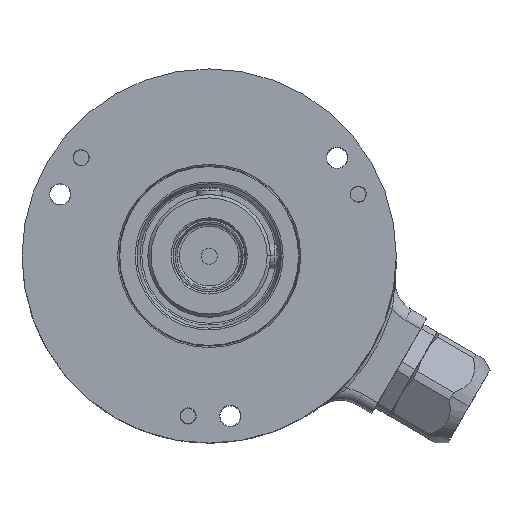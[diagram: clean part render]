
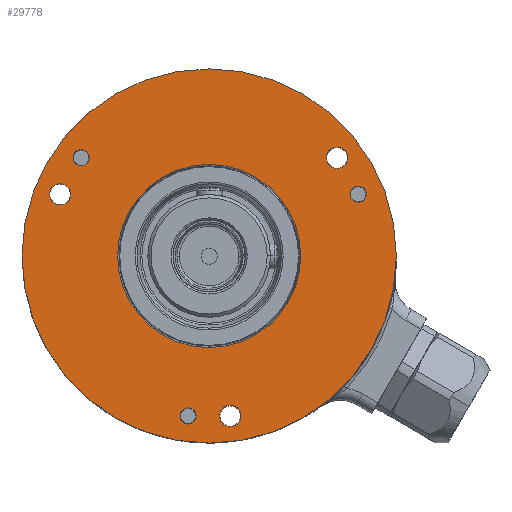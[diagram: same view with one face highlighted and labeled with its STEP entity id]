
A CAD part, top view. The second image highlights one B-rep face of the part: STEP entity #29778.
In plain terms, the highlighted planar face has unit normal (0, 0, 1).
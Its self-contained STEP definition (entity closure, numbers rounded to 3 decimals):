
#6862=CARTESIAN_POINT('',(0.,0.,18.));
#6863=DIRECTION('',(0.,0.,1.));
#6864=DIRECTION('',(1.,0.,0.));
#6865=AXIS2_PLACEMENT_3D('',#6862,#6863,#6864);
#6867=CARTESIAN_POINT('',(0.,0.,18.));
#6868=DIRECTION('',(0.,0.,1.));
#6869=DIRECTION('',(-1.,0.,0.));
#6870=AXIS2_PLACEMENT_3D('',#6867,#6868,#6869);
#6872=CARTESIAN_POINT('',(-19.834,15.219,18.));
#6873=DIRECTION('',(0.,0.,-1.));
#6874=DIRECTION('',(-0.793,0.609,0.));
#6875=AXIS2_PLACEMENT_3D('',#6872,#6873,#6874);
#6877=CARTESIAN_POINT('',(-19.834,15.219,18.));
#6878=DIRECTION('',(0.,0.,-1.));
#6879=DIRECTION('',(0.793,-0.609,0.));
#6880=AXIS2_PLACEMENT_3D('',#6877,#6878,#6879);
#6882=CARTESIAN_POINT('',(-3.263,-24.786,18.));
#6883=DIRECTION('',(0.,0.,-1.));
#6884=DIRECTION('',(-0.131,-0.991,0.));
#6885=AXIS2_PLACEMENT_3D('',#6882,#6883,#6884);
#6887=CARTESIAN_POINT('',(-3.263,-24.786,18.));
#6888=DIRECTION('',(0.,0.,-1.));
#6889=DIRECTION('',(0.131,0.991,0.));
#6890=AXIS2_PLACEMENT_3D('',#6887,#6888,#6889);
#6892=CARTESIAN_POINT('',(23.097,9.567,18.));
#6893=DIRECTION('',(0.,0.,-1.));
#6894=DIRECTION('',(0.924,0.383,0.));
#6895=AXIS2_PLACEMENT_3D('',#6892,#6893,#6894);
#6897=CARTESIAN_POINT('',(23.097,9.567,18.));
#6898=DIRECTION('',(0.,0.,-1.));
#6899=DIRECTION('',(-0.924,-0.383,0.));
#6900=AXIS2_PLACEMENT_3D('',#6897,#6898,#6899);
#6902=CARTESIAN_POINT('',(3.263,-24.786,18.));
#6903=DIRECTION('',(0.,0.,1.));
#6904=DIRECTION('',(0.,-1.,0.));
#6905=AXIS2_PLACEMENT_3D('',#6902,#6903,#6904);
#6907=CARTESIAN_POINT('',(3.263,-24.786,18.));
#6908=DIRECTION('',(0.,0.,1.));
#6909=DIRECTION('',(0.,1.,0.));
#6910=AXIS2_PLACEMENT_3D('',#6907,#6908,#6909);
#6912=CARTESIAN_POINT('',(19.834,15.219,18.));
#6913=DIRECTION('',(0.,0.,1.));
#6914=DIRECTION('',(0.,-1.,0.));
#6915=AXIS2_PLACEMENT_3D('',#6912,#6913,#6914);
#6917=CARTESIAN_POINT('',(19.834,15.219,18.));
#6918=DIRECTION('',(0.,0.,1.));
#6919=DIRECTION('',(0.,1.,0.));
#6920=AXIS2_PLACEMENT_3D('',#6917,#6918,#6919);
#6922=CARTESIAN_POINT('',(-23.097,9.567,18.));
#6923=DIRECTION('',(0.,0.,1.));
#6924=DIRECTION('',(0.,-1.,0.));
#6925=AXIS2_PLACEMENT_3D('',#6922,#6923,#6924);
#6927=CARTESIAN_POINT('',(-23.097,9.567,18.));
#6928=DIRECTION('',(0.,0.,1.));
#6929=DIRECTION('',(0.,1.,0.));
#6930=AXIS2_PLACEMENT_3D('',#6927,#6928,#6929);
#6932=CARTESIAN_POINT('',(0.,0.,18.));
#6933=DIRECTION('',(0.,0.,-1.));
#6934=DIRECTION('',(-1.,0.,0.));
#6935=AXIS2_PLACEMENT_3D('',#6932,#6933,#6934);
#6950=CARTESIAN_POINT('',(0.,0.,18.));
#6951=DIRECTION('',(0.,0.,-1.));
#6952=DIRECTION('',(1.,0.,0.));
#6953=AXIS2_PLACEMENT_3D('',#6950,#6951,#6952);
#18712=CARTESIAN_POINT('',(29.,0.,18.));
#18713=CARTESIAN_POINT('',(-29.,0.,18.));
#18714=VERTEX_POINT('',#18712);
#18715=VERTEX_POINT('',#18713);
#18796=CARTESIAN_POINT('',(-20.826,15.98,18.));
#18797=CARTESIAN_POINT('',(-18.842,14.458,18.));
#18798=VERTEX_POINT('',#18796);
#18799=VERTEX_POINT('',#18797);
#18800=CARTESIAN_POINT('',(-3.426,-26.025,18.));
#18801=CARTESIAN_POINT('',(-3.1,-23.547,18.));
#18802=VERTEX_POINT('',#18800);
#18803=VERTEX_POINT('',#18801);
#18804=CARTESIAN_POINT('',(24.252,10.045,18.));
#18805=CARTESIAN_POINT('',(21.942,9.089,18.));
#18806=VERTEX_POINT('',#18804);
#18807=VERTEX_POINT('',#18805);
#18906=CARTESIAN_POINT('',(14.188,0.,18.));
#18907=CARTESIAN_POINT('',(-14.188,0.,18.));
#18908=VERTEX_POINT('',#18906);
#18909=VERTEX_POINT('',#18907);
#19105=CARTESIAN_POINT('',(3.263,-26.436,18.));
#19106=CARTESIAN_POINT('',(3.263,-23.136,18.));
#19107=VERTEX_POINT('',#19105);
#19108=VERTEX_POINT('',#19106);
#19113=CARTESIAN_POINT('',(19.834,13.569,18.));
#19114=CARTESIAN_POINT('',(19.834,16.869,18.));
#19115=VERTEX_POINT('',#19113);
#19116=VERTEX_POINT('',#19114);
#19121=CARTESIAN_POINT('',(-23.097,7.917,18.));
#19122=CARTESIAN_POINT('',(-23.097,11.217,18.));
#19123=VERTEX_POINT('',#19121);
#19124=VERTEX_POINT('',#19122);
#29727=CARTESIAN_POINT('',(0.,0.,18.));
#29728=DIRECTION('',(0.,0.,1.));
#29729=DIRECTION('',(1.,0.,0.));
#29730=AXIS2_PLACEMENT_3D('',#29727,#29728,#29729);
#29731=PLANE('',#29730);
#29732=ORIENTED_EDGE('',*,*,#29704,.F.);
#29733=ORIENTED_EDGE('',*,*,#29718,.F.);
#29734=EDGE_LOOP('',(#29732,#29733));
#29735=FACE_OUTER_BOUND('',#29734,.F.);
#29737=ORIENTED_EDGE('',*,*,#29736,.F.);
#29739=ORIENTED_EDGE('',*,*,#29738,.F.);
#29740=EDGE_LOOP('',(#29737,#29739));
#29741=FACE_BOUND('',#29740,.F.);
#29743=ORIENTED_EDGE('',*,*,#29742,.F.);
#29745=ORIENTED_EDGE('',*,*,#29744,.F.);
#29746=EDGE_LOOP('',(#29743,#29745));
#29747=FACE_BOUND('',#29746,.F.);
#29749=ORIENTED_EDGE('',*,*,#29748,.F.);
#29751=ORIENTED_EDGE('',*,*,#29750,.F.);
#29752=EDGE_LOOP('',(#29749,#29751));
#29753=FACE_BOUND('',#29752,.F.);
#29755=ORIENTED_EDGE('',*,*,#29754,.F.);
#29757=ORIENTED_EDGE('',*,*,#29756,.F.);
#29758=EDGE_LOOP('',(#29755,#29757));
#29759=FACE_BOUND('',#29758,.F.);
#29761=ORIENTED_EDGE('',*,*,#29760,.T.);
#29763=ORIENTED_EDGE('',*,*,#29762,.T.);
#29764=EDGE_LOOP('',(#29761,#29763));
#29765=FACE_BOUND('',#29764,.F.);
#29767=ORIENTED_EDGE('',*,*,#29766,.T.);
#29769=ORIENTED_EDGE('',*,*,#29768,.T.);
#29770=EDGE_LOOP('',(#29767,#29769));
#29771=FACE_BOUND('',#29770,.F.);
#29773=ORIENTED_EDGE('',*,*,#29772,.T.);
#29775=ORIENTED_EDGE('',*,*,#29774,.T.);
#29776=EDGE_LOOP('',(#29773,#29775));
#29777=FACE_BOUND('',#29776,.F.);
#6866=CIRCLE('',#6865,29.);
#6871=CIRCLE('',#6870,29.);
#6876=CIRCLE('',#6875,1.25);
#6881=CIRCLE('',#6880,1.25);
#6886=CIRCLE('',#6885,1.25);
#6891=CIRCLE('',#6890,1.25);
#6896=CIRCLE('',#6895,1.25);
#6901=CIRCLE('',#6900,1.25);
#6906=CIRCLE('',#6905,1.65);
#6911=CIRCLE('',#6910,1.65);
#6916=CIRCLE('',#6915,1.65);
#6921=CIRCLE('',#6920,1.65);
#6926=CIRCLE('',#6925,1.65);
#6931=CIRCLE('',#6930,1.65);
#6936=CIRCLE('',#6935,14.188);
#6954=CIRCLE('',#6953,14.188);
#29704=EDGE_CURVE('',#18714,#18715,#6866,.T.);
#29718=EDGE_CURVE('',#18715,#18714,#6871,.T.);
#29736=EDGE_CURVE('',#18909,#18908,#6936,.T.);
#29738=EDGE_CURVE('',#18908,#18909,#6954,.T.);
#29742=EDGE_CURVE('',#18798,#18799,#6876,.T.);
#29744=EDGE_CURVE('',#18799,#18798,#6881,.T.);
#29748=EDGE_CURVE('',#18802,#18803,#6886,.T.);
#29750=EDGE_CURVE('',#18803,#18802,#6891,.T.);
#29754=EDGE_CURVE('',#18806,#18807,#6896,.T.);
#29756=EDGE_CURVE('',#18807,#18806,#6901,.T.);
#29760=EDGE_CURVE('',#19107,#19108,#6906,.T.);
#29762=EDGE_CURVE('',#19108,#19107,#6911,.T.);
#29766=EDGE_CURVE('',#19115,#19116,#6916,.T.);
#29768=EDGE_CURVE('',#19116,#19115,#6921,.T.);
#29772=EDGE_CURVE('',#19123,#19124,#6926,.T.);
#29774=EDGE_CURVE('',#19124,#19123,#6931,.T.);
#29778=ADVANCED_FACE('',(#29735,#29741,#29747,#29753,#29759,#29765,#29771,
#29777),#29731,.T.);
